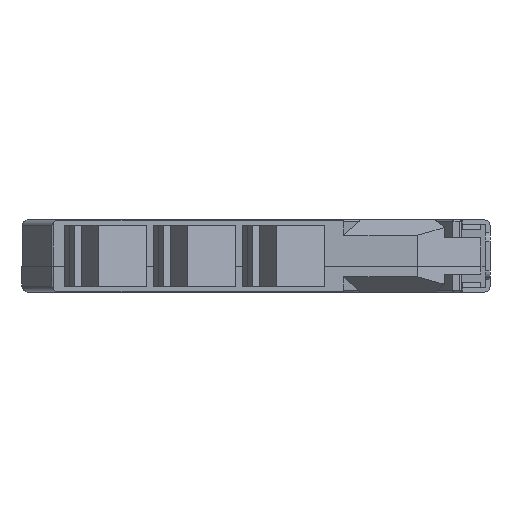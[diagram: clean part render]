
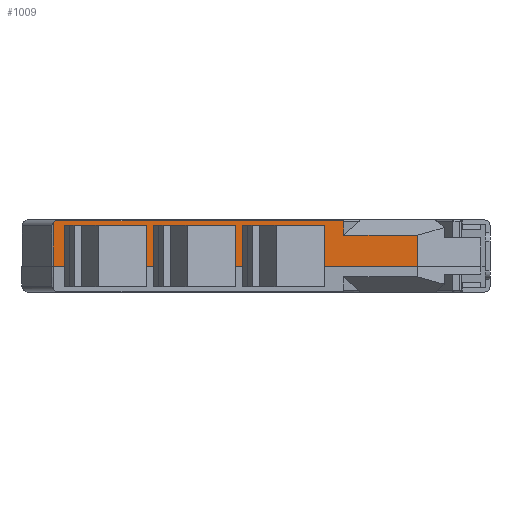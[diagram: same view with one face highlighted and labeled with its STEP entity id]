
A CAD part, left-side view. The second image highlights one B-rep face of the part: STEP entity #1009.
In plain terms, the highlighted planar face has unit normal (-1, 0, 0).
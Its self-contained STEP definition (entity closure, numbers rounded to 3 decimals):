
#865 = ORIENTED_EDGE ( 'NONE', *, *, #866, .F. ) ;
#866 = EDGE_CURVE ( 'NONE', #867, #1066, #6855, .T. ) ;
#867 = VERTEX_POINT ( 'NONE', #6848 ) ;
#868 = ORIENTED_EDGE ( 'NONE', *, *, #869, .F. ) ;
#869 = EDGE_CURVE ( 'NONE', #2584, #867, #7007, .T. ) ;
#1003 = VERTEX_POINT ( 'NONE', #7146 ) ;
#1006 = VERTEX_POINT ( 'NONE', #7141 ) ;
#1008 = EDGE_CURVE ( 'NONE', #1003, #1006, #7140, .T. ) ;
#1009 = ADVANCED_FACE ( 'NONE', ( #7136 ), #7135, .T. ) ;
#1010 = EDGE_LOOP ( 'NONE', ( #1011, #1012, #1058, #1061, #1063, #1064, #865, #868 ) ) ;
#1011 = ORIENTED_EDGE ( 'NONE', *, *, #2583, .F. ) ;
#1012 = ORIENTED_EDGE ( 'NONE', *, *, #1013, .T. ) ;
#1013 = EDGE_CURVE ( 'NONE', #2581, #1014, #7133, .T. ) ;
#1014 = VERTEX_POINT ( 'NONE', #7126 ) ;
#1058 = ORIENTED_EDGE ( 'NONE', *, *, #1059, .F. ) ;
#1059 = EDGE_CURVE ( 'NONE', #1060, #1014, #7320, .T. ) ;
#1060 = VERTEX_POINT ( 'NONE', #7316 ) ;
#1061 = ORIENTED_EDGE ( 'NONE', *, *, #1062, .F. ) ;
#1062 = EDGE_CURVE ( 'NONE', #1003, #1060, #7315, .T. ) ;
#1063 = ORIENTED_EDGE ( 'NONE', *, *, #1008, .T. ) ;
#1064 = ORIENTED_EDGE ( 'NONE', *, *, #1065, .T. ) ;
#1065 = EDGE_CURVE ( 'NONE', #1006, #1066, #7394, .T. ) ;
#1066 = VERTEX_POINT ( 'NONE', #7396 ) ;
#2581 = VERTEX_POINT ( 'NONE', #10056 ) ;
#2583 = EDGE_CURVE ( 'NONE', #2581, #2584, #10055, .T. ) ;
#2584 = VERTEX_POINT ( 'NONE', #10051 ) ;
#6848 = CARTESIAN_POINT ( 'NONE',  ( -49.5, 94.672, 8.8 ) ) ;
#6849 = DIRECTION ( 'NONE',  ( 0., -1., 0. ) ) ;
#6850 = VECTOR ( 'NONE', #6849, 1000. ) ;
#6851 = CARTESIAN_POINT ( 'NONE',  ( -49.5, -56.494, 8.8 ) ) ;
#6855 = LINE ( 'NONE', #6851, #6850 ) ;
#7003 = CARTESIAN_POINT ( 'NONE',  ( -49.5, 94.672, 8.8 ) ) ;
#7004 = CARTESIAN_POINT ( 'NONE',  ( -49.5, 94.928, 8.676 ) ) ;
#7005 = CARTESIAN_POINT ( 'NONE',  ( -49.5, 95.14, 8.505 ) ) ;
#7006 = CARTESIAN_POINT ( 'NONE',  ( -49.5, 95.297, 8.294 ) ) ;
#7007 =( BOUNDED_CURVE ( )  B_SPLINE_CURVE ( 3, ( #7006, #7005, #7004, #7003 ),
 .UNSPECIFIED., .F., .T. ) 
 B_SPLINE_CURVE_WITH_KNOTS ( ( 4, 4 ),
 ( 3.7, 4.19 ),
 .UNSPECIFIED. ) 
 CURVE ( )  GEOMETRIC_REPRESENTATION_ITEM ( )  RATIONAL_B_SPLINE_CURVE ( ( 1., 0.98, 0.98, 1. ) ) 
 REPRESENTATION_ITEM ( '' )  );
#7126 = CARTESIAN_POINT ( 'NONE',  ( -49.5, 6.906, -2.3 ) ) ;
#7127 = DIRECTION ( 'NONE',  ( 0., -1., 0. ) ) ;
#7128 = VECTOR ( 'NONE', #7127, 1000. ) ;
#7129 = CARTESIAN_POINT ( 'NONE',  ( -49.5, 25.448, -2.3 ) ) ;
#7130 = DIRECTION ( 'NONE',  ( 0., 0., 1. ) ) ;
#7131 = DIRECTION ( 'NONE',  ( -1., 0., 0. ) ) ;
#7132 = AXIS2_PLACEMENT_3D ( 'NONE', #7134, #7131, #7130 ) ;
#7133 = LINE ( 'NONE', #7129, #7128 ) ;
#7134 = CARTESIAN_POINT ( 'NONE',  ( -49.5, 25.448, -2.3 ) ) ;
#7135 = PLANE ( 'NONE',  #7132 ) ;
#7136 = FACE_OUTER_BOUND ( 'NONE', #1010, .T. ) ;
#7137 = DIRECTION ( 'NONE',  ( 0., 0., 1. ) ) ;
#7138 = VECTOR ( 'NONE', #7137, 1000. ) ;
#7139 = CARTESIAN_POINT ( 'NONE',  ( -49.5, 24.806, 7.75 ) ) ;
#7140 = LINE ( 'NONE', #7139, #7138 ) ;
#7141 = CARTESIAN_POINT ( 'NONE',  ( -49.5, 24.806, 8.5 ) ) ;
#7146 = CARTESIAN_POINT ( 'NONE',  ( -49.5, 24.806, 5.247 ) ) ;
#7312 = DIRECTION ( 'NONE',  ( 0., -1., 0. ) ) ;
#7313 = VECTOR ( 'NONE', #7312, 1000. ) ;
#7314 = CARTESIAN_POINT ( 'NONE',  ( -49.5, 7.346, 5.247 ) ) ;
#7315 = LINE ( 'NONE', #7314, #7313 ) ;
#7316 = CARTESIAN_POINT ( 'NONE',  ( -49.5, 6.906, 5.247 ) ) ;
#7317 = DIRECTION ( 'NONE',  ( 0., 0., -1. ) ) ;
#7318 = VECTOR ( 'NONE', #7317, 1000. ) ;
#7319 = CARTESIAN_POINT ( 'NONE',  ( -49.5, 6.906, 35.589 ) ) ;
#7320 = LINE ( 'NONE', #7319, #7318 ) ;
#7390 = CARTESIAN_POINT ( 'NONE',  ( -49.5, 24.926, 8.8 ) ) ;
#7391 = CARTESIAN_POINT ( 'NONE',  ( -49.5, 24.848, 8.713 ) ) ;
#7392 = CARTESIAN_POINT ( 'NONE',  ( -49.5, 24.806, 8.609 ) ) ;
#7393 = CARTESIAN_POINT ( 'NONE',  ( -49.5, 24.806, 8.5 ) ) ;
#7394 =( BOUNDED_CURVE ( )  B_SPLINE_CURVE ( 3, ( #7393, #7392, #7391, #7390 ),
 .UNSPECIFIED., .F., .T. ) 
 B_SPLINE_CURVE_WITH_KNOTS ( ( 4, 4 ),
 ( 3.142, 3.785 ),
 .UNSPECIFIED. ) 
 CURVE ( )  GEOMETRIC_REPRESENTATION_ITEM ( )  RATIONAL_B_SPLINE_CURVE ( ( 1., 0.966, 0.966, 1. ) ) 
 REPRESENTATION_ITEM ( '' )  );
#7396 = CARTESIAN_POINT ( 'NONE',  ( -49.5, 24.926, 8.8 ) ) ;
#10051 = CARTESIAN_POINT ( 'NONE',  ( -49.5, 95.297, 8.294 ) ) ;
#10052 = DIRECTION ( 'NONE',  ( 0., 0., 1. ) ) ;
#10053 = VECTOR ( 'NONE', #10052, 1000. ) ;
#10054 = CARTESIAN_POINT ( 'NONE',  ( -49.5, 95.297, 9. ) ) ;
#10055 = LINE ( 'NONE', #10054, #10053 ) ;
#10056 = CARTESIAN_POINT ( 'NONE',  ( -49.5, 95.297, -2.3 ) ) ;
